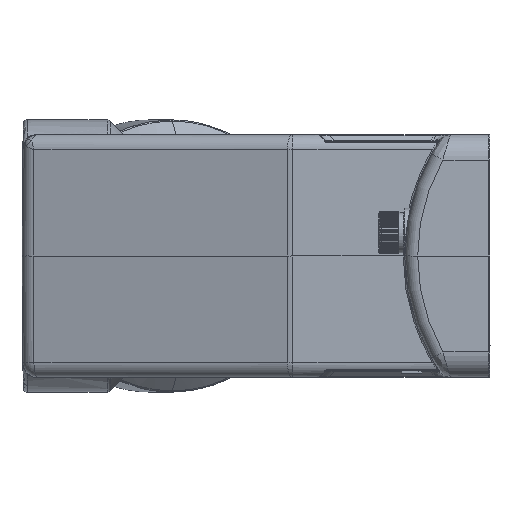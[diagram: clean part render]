
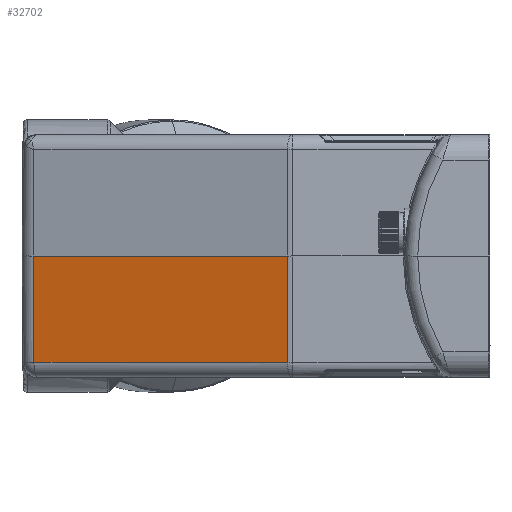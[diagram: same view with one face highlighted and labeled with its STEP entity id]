
A CAD part, left-side view. The second image highlights one B-rep face of the part: STEP entity #32702.
In plain terms, the highlighted planar face has unit normal (-0.966, 0.259, -0.009).
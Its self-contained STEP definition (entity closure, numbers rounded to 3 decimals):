
#20680=DIRECTION('',(0.009,-0.001,-1.));
#20681=VECTOR('',#20680,25.032);
#20682=CARTESIAN_POINT('',(-58.83,47.636,
0.));
#20683=LINE('',#20682,#20681);
#20684=DIRECTION('',(-0.007,0.009,1.));
#20685=VECTOR('',#20684,25.032);
#20686=CARTESIAN_POINT('',(-42.647,107.188,
-25.031));
#20687=LINE('',#20686,#20685);
#20688=DIRECTION('',(-0.259,-0.966,0.));
#20689=VECTOR('',#20688,61.682);
#20690=CARTESIAN_POINT('',(-42.647,107.188,
-25.031));
#20691=LINE('',#20690,#20689);
#22864=DIRECTION('',(0.259,0.966,0.));
#22865=VECTOR('',#22864,61.879);
#22866=CARTESIAN_POINT('',(-58.83,47.636,
0.));
#22867=LINE('',#22866,#22865);
#30274=CARTESIAN_POINT('',(-58.83,47.636,
0.));
#30275=CARTESIAN_POINT('',(-58.611,47.607,
-25.031));
#30276=VERTEX_POINT('',#30274);
#30277=VERTEX_POINT('',#30275);
#30278=CARTESIAN_POINT('',(-42.647,107.188,
-25.031));
#30279=CARTESIAN_POINT('',(-42.814,107.406,
0.));
#30280=VERTEX_POINT('',#30278);
#30281=VERTEX_POINT('',#30279);
#32688=CARTESIAN_POINT('',(-50.716,77.493,
-12.515));
#32689=DIRECTION('',(0.966,-0.259,0.009));
#32690=DIRECTION('',(0.259,0.966,0.));
#32691=AXIS2_PLACEMENT_3D('',#32688,#32689,#32690);
#32692=PLANE('',#32691);
#32693=ORIENTED_EDGE('',*,*,#32678,.T.);
#32695=ORIENTED_EDGE('',*,*,#32694,.F.);
#32697=ORIENTED_EDGE('',*,*,#32696,.T.);
#32699=ORIENTED_EDGE('',*,*,#32698,.F.);
#32700=EDGE_LOOP('',(#32693,#32695,#32697,#32699));
#32701=FACE_OUTER_BOUND('',#32700,.F.);
#32702=ADVANCED_FACE('',(#32701),#32692,.F.);
#32678=EDGE_CURVE('',#30276,#30277,#20683,.T.);
#32694=EDGE_CURVE('',#30280,#30277,#20691,.T.);
#32696=EDGE_CURVE('',#30280,#30281,#20687,.T.);
#32698=EDGE_CURVE('',#30276,#30281,#22867,.T.);
